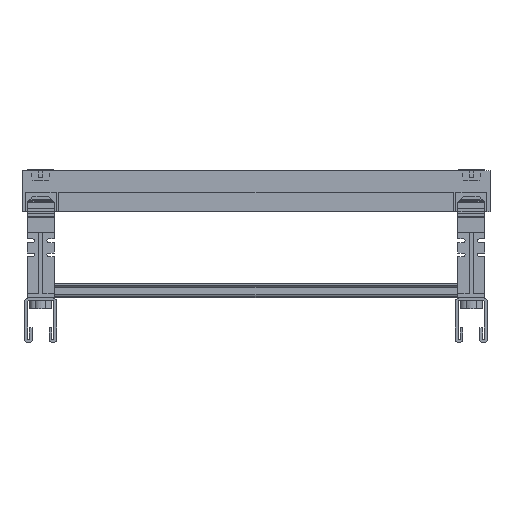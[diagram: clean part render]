
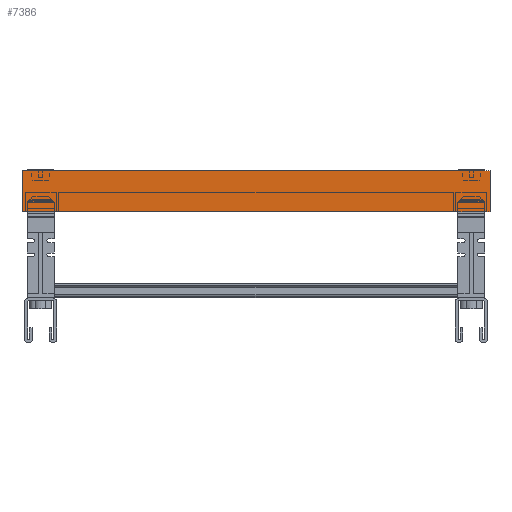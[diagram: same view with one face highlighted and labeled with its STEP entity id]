
A CAD part, front view. The second image highlights one B-rep face of the part: STEP entity #7386.
In plain terms, the highlighted planar face has unit normal (0, -1, 0).
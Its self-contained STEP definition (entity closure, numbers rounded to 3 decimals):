
#7386=ADVANCED_FACE('',(#19193),#19194,.F.);
#19193=FACE_OUTER_BOUND('',#36863,.T.);
#19194=PLANE('',#36864);
#36863=EDGE_LOOP('',(#55840,#55841,#55842,#55843));
#36864=AXIS2_PLACEMENT_3D('',#55844,#55845,#55846);
#55840=ORIENTED_EDGE('',*,*,#108532,.T.);
#55841=ORIENTED_EDGE('',*,*,#108533,.T.);
#55842=ORIENTED_EDGE('',*,*,#108534,.T.);
#55843=ORIENTED_EDGE('',*,*,#107758,.T.);
#55844=CARTESIAN_POINT('',(125.0,0.0,81.001));
#55845=DIRECTION('',(-0.0,1.0,0.0));
#55846=DIRECTION('',(1.0,0.0,0.0));
#107758=EDGE_CURVE('',#129190,#129188,#129191,.T.);
#108532=EDGE_CURVE('',#129188,#130326,#130327,.T.);
#108533=EDGE_CURVE('',#130326,#130328,#130329,.T.);
#108534=EDGE_CURVE('',#130328,#129190,#130330,.T.);
#129188=VERTEX_POINT('',#160953);
#129190=VERTEX_POINT('',#160956);
#129191=LINE('',#160957,#160958);
#130326=VERTEX_POINT('',#162552);
#130327=LINE('',#162553,#162554);
#130328=VERTEX_POINT('',#162555);
#130329=LINE('',#162556,#162557);
#130330=LINE('',#162558,#162559);
#160953=CARTESIAN_POINT('',(250.0,0.0,70.001));
#160956=CARTESIAN_POINT('',(0.0,0.0,70.001));
#160957=CARTESIAN_POINT('',(125.0,0.0,70.001));
#160958=VECTOR('',#205423,1.0);
#162552=CARTESIAN_POINT('',(250.0,0.0,92.001));
#162553=CARTESIAN_POINT('',(250.0,0.0,81.001));
#162554=VECTOR('',#206277,1.0);
#162555=CARTESIAN_POINT('',(0.0,0.0,92.001));
#162556=CARTESIAN_POINT('',(125.0,0.0,92.001));
#162557=VECTOR('',#206278,1.0);
#162558=CARTESIAN_POINT('',(0.0,0.0,81.001));
#162559=VECTOR('',#206279,1.0);
#205423=DIRECTION('',(1.0,0.0,0.0));
#206277=DIRECTION('',(0.0,0.0,1.0));
#206278=DIRECTION('',(-1.0,0.0,0.0));
#206279=DIRECTION('',(0.0,0.0,-1.0));
